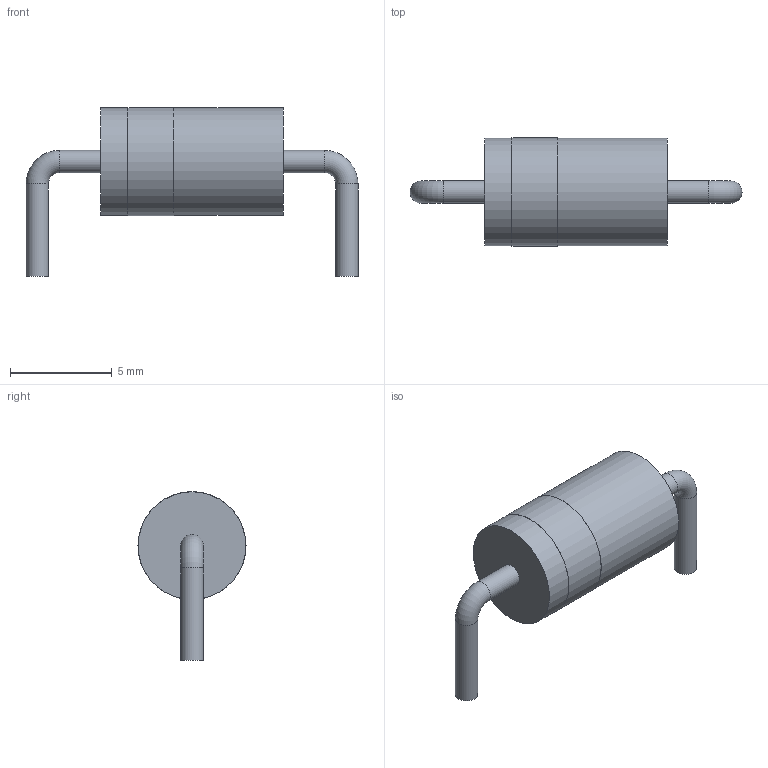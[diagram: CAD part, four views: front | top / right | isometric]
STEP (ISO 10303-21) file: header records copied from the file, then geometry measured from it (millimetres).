
FILE_DESCRIPTION(('FreeCAD Model'),'2;1');
FILE_NAME('D_DO-201AE_P15.24mm_Horizontal.step','2018-03-04T12:09:50',( 'kicad StepUp'),('ksu MCAD'),'Open CASCADE STEP processor 6.8', 'FreeCAD','Unknown');
FILE_SCHEMA(('AUTOMOTIVE_DESIGN_CC2 { 1 2 10303 214 -1 1 5 4 }'));
Length unit declared in the file: millimetre
Products named in the file (1): D_DO-201AE_P15.24mm_Horizontal
Bounding box: 16.34 x 5.32 x 8.31 mm (x, y, z)
Volume: 214.7 mm3; surface area: 251.8 mm2
Topology: 1 solids, 1 shells, 15 faces, 23 edges, 14 vertices
Faces by surface type: cylinder 7, plane 6, torus 2
Full cylindrical faces by diameter (mm): 1.1 x4, 5.3 x2, 5.32 x1
Entity records: 301 total; most frequent: ORIENTED_EDGE 43, CARTESIAN_POINT 33, AXIS2_PLACEMENT_3D 29, EDGE_CURVE 23, FACE_BOUND 19, EDGE_LOOP 19, DIRECTION 18, CIRCLE 16
